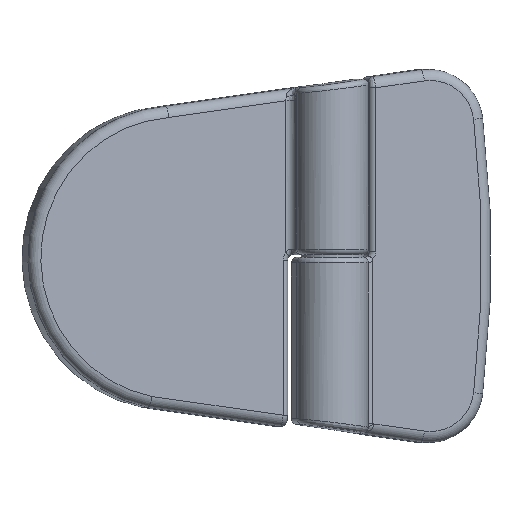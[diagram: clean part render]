
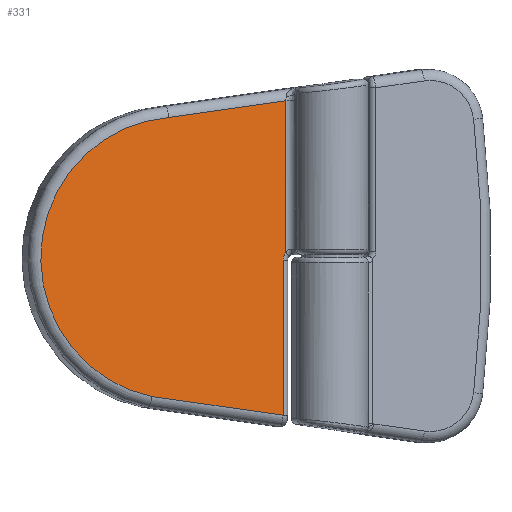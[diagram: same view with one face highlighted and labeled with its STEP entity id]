
A CAD part, front view. The second image highlights one B-rep face of the part: STEP entity #331.
In plain terms, the highlighted planar face has unit normal (0.18, -0.984, 0).
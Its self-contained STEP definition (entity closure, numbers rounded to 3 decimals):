
#331=ADVANCED_FACE('',(#729),#730,.T.);
#729=FACE_OUTER_BOUND('',#2968,.T.);
#730=PLANE('',#2969);
#2968=EDGE_LOOP('',(#5747,#5748,#5749,#5750,#5751,#5752));
#2969=AXIS2_PLACEMENT_3D('',#5753,#5754,#5755);
#5747=ORIENTED_EDGE('',*,*,#7342,.F.);
#5748=ORIENTED_EDGE('',*,*,#7329,.F.);
#5749=ORIENTED_EDGE('',*,*,#7457,.F.);
#5750=ORIENTED_EDGE('',*,*,#7475,.F.);
#5751=ORIENTED_EDGE('',*,*,#7477,.F.);
#5752=ORIENTED_EDGE('',*,*,#7478,.F.);
#5753=CARTESIAN_POINT('',(-6.933,1.783,-32.5));
#5754=DIRECTION('',(0.18,-0.984,0.));
#5755=DIRECTION('',(0.984,0.18,0.));
#7329=EDGE_CURVE('',#8034,#8036,#8037,.T.);
#7342=EDGE_CURVE('',#8036,#8060,#8061,.F.);
#7457=EDGE_CURVE('',#8257,#8034,#8260,.T.);
#7475=EDGE_CURVE('',#8251,#8257,#8288,.T.);
#7477=EDGE_CURVE('',#8290,#8251,#8291,.F.);
#7478=EDGE_CURVE('',#8060,#8290,#8292,.F.);
#8034=VERTEX_POINT('',#9329);
#8036=VERTEX_POINT('',#9344);
#8037=LINE('',#9345,#9346);
#8060=VERTEX_POINT('',#9493);
#8061=LINE('',#9494,#9495);
#8251=VERTEX_POINT('',#10596);
#8257=VERTEX_POINT('',#10605);
#8260=CIRCLE('',#10621,25.5);
#8288=LINE('',#10659,#10660);
#8290=VERTEX_POINT('',#10663);
#8291=LINE('',#10664,#10665);
#8292=CIRCLE('',#10666,2.);
#9329=CARTESIAN_POINT('',(-29.55,-2.347,25.422));
#9344=CARTESIAN_POINT('',(-8.409,1.514,28.443));
#9345=CARTESIAN_POINT('',(-15.224,0.269,27.469));
#9346=VECTOR('',#12859,1.0);
#9493=CARTESIAN_POINT('',(-8.409,1.514,0.973));
#9494=CARTESIAN_POINT('',(-8.409,1.514,0.65));
#9495=VECTOR('',#12881,1.0);
#10596=CARTESIAN_POINT('',(-8.901,1.424,-28.372));
#10605=CARTESIAN_POINT('',(-32.602,-2.904,-24.986));
#10621=AXIS2_PLACEMENT_3D('',#13073,#13074,#13075);
#10659=CARTESIAN_POINT('',(-6.412,1.879,-28.728));
#10660=VECTOR('',#13107,1.0);
#10663=CARTESIAN_POINT('',(-8.901,1.424,-0.35));
#10664=CARTESIAN_POINT('',(-8.901,1.424,-32.5));
#10665=VECTOR('',#13109,1.0);
#10666=AXIS2_PLACEMENT_3D('',#13110,#13111,#13112);
#12859=DIRECTION('',(0.974,0.178,0.139));
#12881=DIRECTION('',(0.,0.,1.0));
#13073=CARTESIAN_POINT('',(-27.592,-1.989,0.));
#13074=DIRECTION('',(-0.18,0.984,0.));
#13075=DIRECTION('',(-0.984,-0.18,0.));
#13107=DIRECTION('',(-0.974,-0.178,0.139));
#13109=DIRECTION('',(0.,0.,1.0));
#13110=CARTESIAN_POINT('',(-6.933,1.783,-0.35));
#13111=DIRECTION('',(-0.18,0.984,0.));
#13112=DIRECTION('',(-0.984,-0.18,0.));
